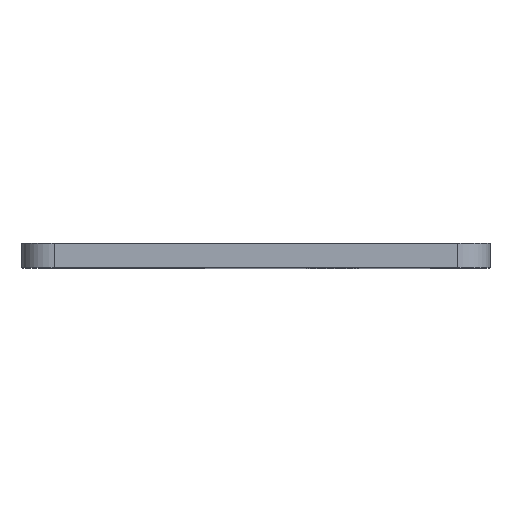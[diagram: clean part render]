
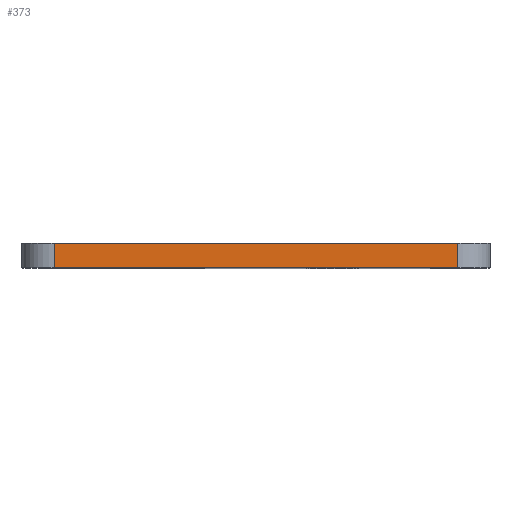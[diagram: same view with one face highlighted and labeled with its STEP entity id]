
A CAD part, top view. The second image highlights one B-rep face of the part: STEP entity #373.
In plain terms, the highlighted planar face has unit normal (0, 0, 1).
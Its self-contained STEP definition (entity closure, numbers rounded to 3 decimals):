
#17 = LINE ( 'NONE', #632, #323 ) ;
#19 = ORIENTED_EDGE ( 'NONE', *, *, #299, .T. ) ;
#92 = VECTOR ( 'NONE', #505, 1000. ) ;
#104 = LINE ( 'NONE', #700, #168 ) ;
#122 = FACE_OUTER_BOUND ( 'NONE', #578, .T. ) ;
#156 = LINE ( 'NONE', #705, #92 ) ;
#168 = VECTOR ( 'NONE', #313, 1000. ) ;
#270 = ORIENTED_EDGE ( 'NONE', *, *, #698, .T. ) ;
#273 = EDGE_CURVE ( 'NONE', #409, #309, #308, .T. ) ;
#299 = EDGE_CURVE ( 'NONE', #385, #512, #156, .T. ) ;
#308 = LINE ( 'NONE', #647, #623 ) ;
#309 = VERTEX_POINT ( 'NONE', #375 ) ;
#313 = DIRECTION ( 'NONE',  ( 0., 1., 0. ) ) ;
#320 = DIRECTION ( 'NONE',  ( 1., 0., 0. ) ) ;
#323 = VECTOR ( 'NONE', #620, 1000. ) ;
#373 = ADVANCED_FACE ( 'NONE', ( #122 ), #567, .T. ) ;
#375 = CARTESIAN_POINT ( 'NONE',  ( 47.99, 1.5, 7. ) ) ;
#378 = CARTESIAN_POINT ( 'NONE',  ( 20.99, 0., 7. ) ) ;
#383 = AXIS2_PLACEMENT_3D ( 'NONE', #378, #658, #320 ) ;
#385 = VERTEX_POINT ( 'NONE', #603 ) ;
#407 = CARTESIAN_POINT ( 'NONE',  ( 47.99, 0., 7. ) ) ;
#409 = VERTEX_POINT ( 'NONE', #550 ) ;
#489 = EDGE_CURVE ( 'NONE', #409, #385, #17, .T. ) ;
#505 = DIRECTION ( 'NONE',  ( 1., 0., 0. ) ) ;
#512 = VERTEX_POINT ( 'NONE', #407 ) ;
#532 = DIRECTION ( 'NONE',  ( 1., 0., 0. ) ) ;
#550 = CARTESIAN_POINT ( 'NONE',  ( 22.99, 1.5, 7. ) ) ;
#567 = PLANE ( 'NONE',  #383 ) ;
#578 = EDGE_LOOP ( 'NONE', ( #608, #669, #19, #270 ) ) ;
#603 = CARTESIAN_POINT ( 'NONE',  ( 22.99, 0., 7. ) ) ;
#608 = ORIENTED_EDGE ( 'NONE', *, *, #273, .F. ) ;
#620 = DIRECTION ( 'NONE',  ( 0., -1., 0. ) ) ;
#623 = VECTOR ( 'NONE', #532, 1000. ) ;
#632 = CARTESIAN_POINT ( 'NONE',  ( 22.99, 0., 7. ) ) ;
#647 = CARTESIAN_POINT ( 'NONE',  ( 20.99, 1.5, 7. ) ) ;
#658 = DIRECTION ( 'NONE',  ( 0., 0., 1. ) ) ;
#669 = ORIENTED_EDGE ( 'NONE', *, *, #489, .T. ) ;
#698 = EDGE_CURVE ( 'NONE', #512, #309, #104, .T. ) ;
#700 = CARTESIAN_POINT ( 'NONE',  ( 47.99, 0., 7. ) ) ;
#705 = CARTESIAN_POINT ( 'NONE',  ( 20.99, 0., 7. ) ) ;
